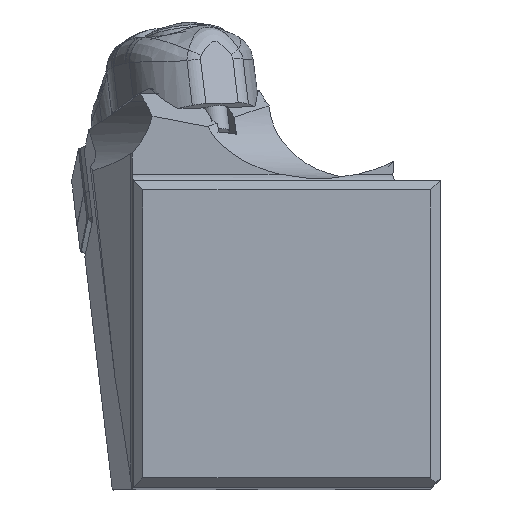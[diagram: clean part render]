
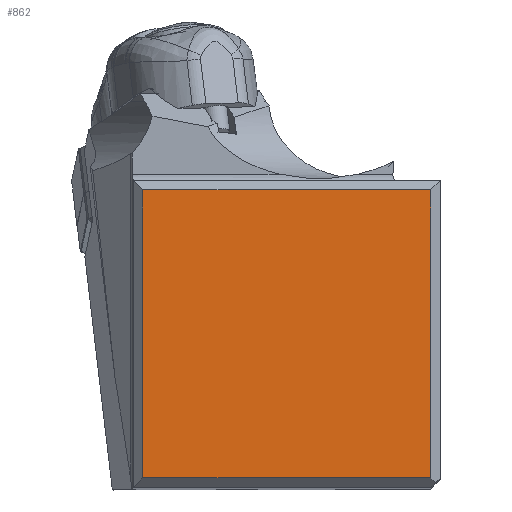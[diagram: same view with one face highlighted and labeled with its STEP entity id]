
A CAD part, top view. The second image highlights one B-rep face of the part: STEP entity #862.
In plain terms, the highlighted planar face has unit normal (0, 0, 1).
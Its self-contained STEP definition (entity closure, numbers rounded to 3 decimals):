
#575=FACE_OUTER_BOUND('',#1278,.T.);
#862=ADVANCED_FACE('',(#575),#1154,.T.);
#1154=PLANE('',#5764);
#1278=EDGE_LOOP('',(#1697,#1698,#1699,#1700));
#1697=ORIENTED_EDGE('',*,*,#3954,.F.);
#1698=ORIENTED_EDGE('',*,*,#3959,.T.);
#1699=ORIENTED_EDGE('',*,*,#3960,.T.);
#1700=ORIENTED_EDGE('',*,*,#3958,.F.);
#3363=VERTEX_POINT('',#7864);
#3364=VERTEX_POINT('',#7866);
#3365=VERTEX_POINT('',#7870);
#3367=VERTEX_POINT('',#7876);
#3954=EDGE_CURVE('',#3363,#3364,#5125,.T.);
#3958=EDGE_CURVE('',#3364,#3365,#5129,.T.);
#3959=EDGE_CURVE('',#3363,#3367,#5130,.T.);
#3960=EDGE_CURVE('',#3367,#3365,#5131,.T.);
#5125=LINE('',#7865,#5411);
#5129=LINE('',#7873,#5415);
#5130=LINE('',#7875,#5416);
#5131=LINE('',#7877,#5417);
#5411=VECTOR('',#6445,1.);
#5415=VECTOR('',#6451,1.);
#5416=VECTOR('',#6454,1.);
#5417=VECTOR('',#6455,1.);
#5764=AXIS2_PLACEMENT_3D('',#7878,#6456,#6457);
#6445=DIRECTION('',(-1.,0.,0.));
#6451=DIRECTION('',(0.,1.,0.));
#6454=DIRECTION('',(0.,1.,0.));
#6455=DIRECTION('',(-1.,0.,0.));
#6456=DIRECTION('',(0.,0.,1.));
#6457=DIRECTION('',(-1.,0.,0.));
#7864=CARTESIAN_POINT('',(-1.,1.,0.));
#7865=CARTESIAN_POINT('',(-1.,1.,0.));
#7866=CARTESIAN_POINT('',(-30.75,1.,0.));
#7870=CARTESIAN_POINT('',(-30.75,30.75,0.));
#7873=CARTESIAN_POINT('',(-30.75,1.,0.));
#7875=CARTESIAN_POINT('',(-1.,1.,0.));
#7876=CARTESIAN_POINT('',(-1.,30.75,0.));
#7877=CARTESIAN_POINT('',(-1.,30.75,0.));
#7878=CARTESIAN_POINT('',(-15.875,15.875,0.));
